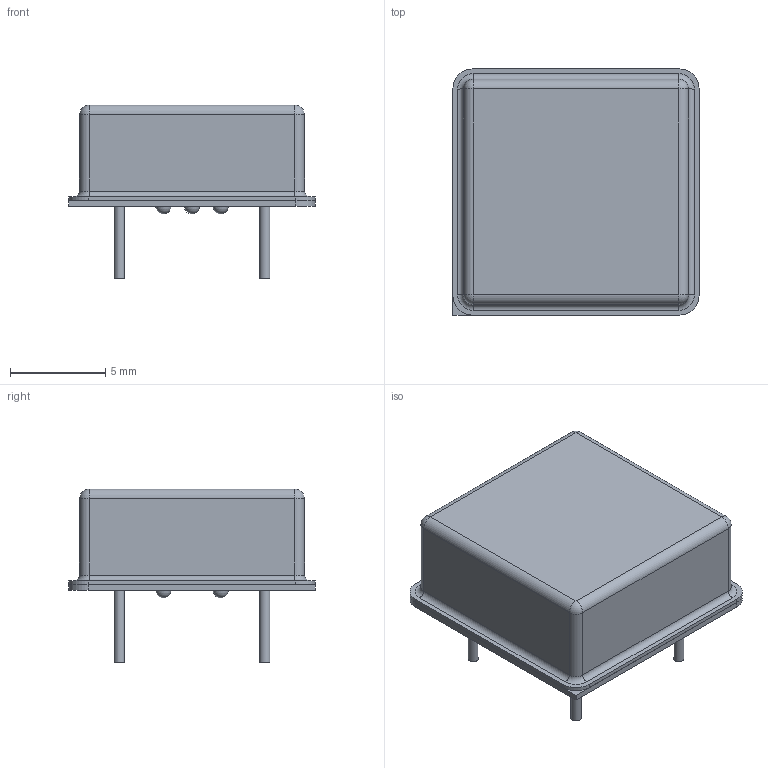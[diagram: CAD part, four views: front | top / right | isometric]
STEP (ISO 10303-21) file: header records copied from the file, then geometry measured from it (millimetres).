
FILE_DESCRIPTION(('FreeCAD Model'),'2;1');
FILE_NAME('DIL08S.stp', '2014-10-20T17:23:40',('FreeCAD'),('FreeCAD'), 'Open CASCADE STEP processor 6.6','FreeCAD','Unknown');
FILE_SCHEMA(('AUTOMOTIVE_DESIGN_CC2 { 1 2 10303 214 -1 1 5 4 }'));
Length unit declared in the file: millimetre
Products named in the file (4): Fillet; Fillet004; Pad003; Fusion001
Bounding box: 12.9 x 12.9 x 9.1 mm (x, y, z)
Volume: 753 mm3; surface area: 928.4 mm2
Topology: 9 solids, 9 shells, 59 faces, 122 edges, 72 vertices
Faces by surface type: plane 25, cylinder 23, sphere 7, torus 4
Full cylindrical faces by diameter (mm): 0.55 x4
Entity records: 3021 total; most frequent: CARTESIAN_POINT 620, DIRECTION 443, LINE 219, VECTOR 219, ORIENTED_EDGE 218, PCURVE 218, DEFINITIONAL_REPRESENTATION 218, AXIS2_PLACEMENT_3D 110
